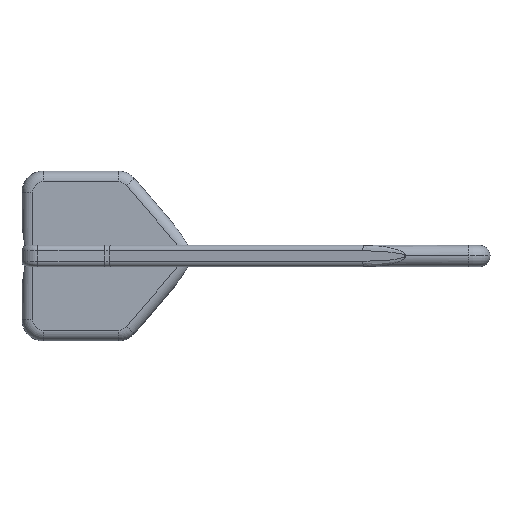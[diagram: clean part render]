
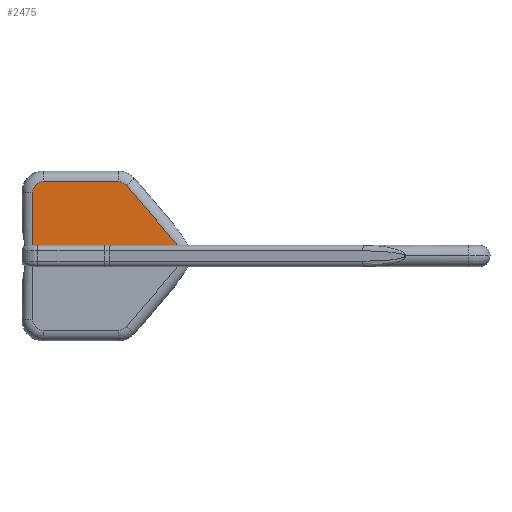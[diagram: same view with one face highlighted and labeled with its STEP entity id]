
A CAD part, front view. The second image highlights one B-rep face of the part: STEP entity #2475.
In plain terms, the highlighted planar face has unit normal (0, -1, 0).
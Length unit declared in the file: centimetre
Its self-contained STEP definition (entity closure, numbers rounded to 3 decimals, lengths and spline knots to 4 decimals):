
#24 = DIRECTION ( 'NONE',  ( -1., 0., 0. ) ) ;
#60 = EDGE_CURVE ( 'NONE', #1583, #1340, #197, .T. ) ;
#78 = VERTEX_POINT ( 'NONE', #984 ) ;
#159 = VERTEX_POINT ( 'NONE', #233 ) ;
#185 = CARTESIAN_POINT ( 'NONE',  ( -20.5, 0.35, 0. ) ) ;
#197 = LINE ( 'NONE', #185, #584 ) ;
#233 = CARTESIAN_POINT ( 'NONE',  ( -20., 0.35, 3.5 ) ) ;
#464 = DIRECTION ( 'NONE',  ( 0., -1., 0. ) ) ;
#470 = VERTEX_POINT ( 'NONE', #2054 ) ;
#502 = CARTESIAN_POINT ( 'NONE',  ( 0., 0.35, 0.5 ) ) ;
#516 = AXIS2_PLACEMENT_3D ( 'NONE', #1467, #2277, #1496 ) ;
#554 = VECTOR ( 'NONE', #2091, 100. ) ;
#559 = EDGE_CURVE ( 'NONE', #159, #1583, #2029, .T. ) ;
#584 = VECTOR ( 'NONE', #1579, 100. ) ;
#588 = EDGE_CURVE ( 'NONE', #1526, #1340, #1916, .T. ) ;
#593 = ORIENTED_EDGE ( 'NONE', *, *, #2354, .T. ) ;
#604 = EDGE_CURVE ( 'NONE', #78, #470, #977, .T. ) ;
#640 = VECTOR ( 'NONE', #2498, 100. ) ;
#679 = VECTOR ( 'NONE', #2307, 100. ) ;
#802 = CARTESIAN_POINT ( 'NONE',  ( -13.6585, 0.35, 0.5 ) ) ;
#947 = EDGE_LOOP ( 'NONE', ( #1744, #1521, #1399, #593, #2237, #1456 ) ) ;
#977 = CIRCLE ( 'NONE', #516, 0.5 ) ;
#984 = CARTESIAN_POINT ( 'NONE',  ( -16.0803, 0.35, 3.3254 ) ) ;
#997 = CARTESIAN_POINT ( 'NONE',  ( -20.5, 0.35, 0.5 ) ) ;
#1016 = CARTESIAN_POINT ( 'NONE',  ( -20., 0.35, 3. ) ) ;
#1153 = LINE ( 'NONE', #1919, #679 ) ;
#1224 = AXIS2_PLACEMENT_3D ( 'NONE', #1016, #464, #24 ) ;
#1285 = CARTESIAN_POINT ( 'NONE',  ( -16.0803, 0.35, 3.3254 ) ) ;
#1340 = VERTEX_POINT ( 'NONE', #997 ) ;
#1399 = ORIENTED_EDGE ( 'NONE', *, *, #604, .T. ) ;
#1406 = CARTESIAN_POINT ( 'NONE',  ( -20.5, 0.35, 3. ) ) ;
#1456 = ORIENTED_EDGE ( 'NONE', *, *, #60, .T. ) ;
#1467 = CARTESIAN_POINT ( 'NONE',  ( -16.4599, 0.35, 3. ) ) ;
#1496 = DIRECTION ( 'NONE',  ( -1., 0., 0. ) ) ;
#1521 = ORIENTED_EDGE ( 'NONE', *, *, #1910, .T. ) ;
#1526 = VERTEX_POINT ( 'NONE', #802 ) ;
#1579 = DIRECTION ( 'NONE',  ( 0., 0., -1. ) ) ;
#1583 = VERTEX_POINT ( 'NONE', #1406 ) ;
#1602 = PLANE ( 'NONE',  #1946 ) ;
#1744 = ORIENTED_EDGE ( 'NONE', *, *, #588, .F. ) ;
#1910 = EDGE_CURVE ( 'NONE', #1526, #78, #2079, .T. ) ;
#1916 = LINE ( 'NONE', #502, #640 ) ;
#1919 = CARTESIAN_POINT ( 'NONE',  ( 0., 0.35, 3.5 ) ) ;
#1946 = AXIS2_PLACEMENT_3D ( 'NONE', #1955, #2408, #2008 ) ;
#1955 = CARTESIAN_POINT ( 'NONE',  ( 0., 0.35, 0. ) ) ;
#2008 = DIRECTION ( 'NONE',  ( -1., 0., 0. ) ) ;
#2029 = CIRCLE ( 'NONE', #1224, 0.5 ) ;
#2054 = CARTESIAN_POINT ( 'NONE',  ( -16.4599, 0.35, 3.5 ) ) ;
#2079 = LINE ( 'NONE', #1285, #554 ) ;
#2091 = DIRECTION ( 'NONE',  ( -0.651, 0., 0.759 ) ) ;
#2237 = ORIENTED_EDGE ( 'NONE', *, *, #559, .T. ) ;
#2277 = DIRECTION ( 'NONE',  ( 0., -1., 0. ) ) ;
#2307 = DIRECTION ( 'NONE',  ( -1., 0., 0. ) ) ;
#2354 = EDGE_CURVE ( 'NONE', #470, #159, #1153, .T. ) ;
#2408 = DIRECTION ( 'NONE',  ( 0., 1., 0. ) ) ;
#2475 = ADVANCED_FACE ( 'NONE', ( #2584 ), #1602, .F. ) ;
#2498 = DIRECTION ( 'NONE',  ( -1., 0., 0. ) ) ;
#2584 = FACE_OUTER_BOUND ( 'NONE', #947, .T. ) ;
